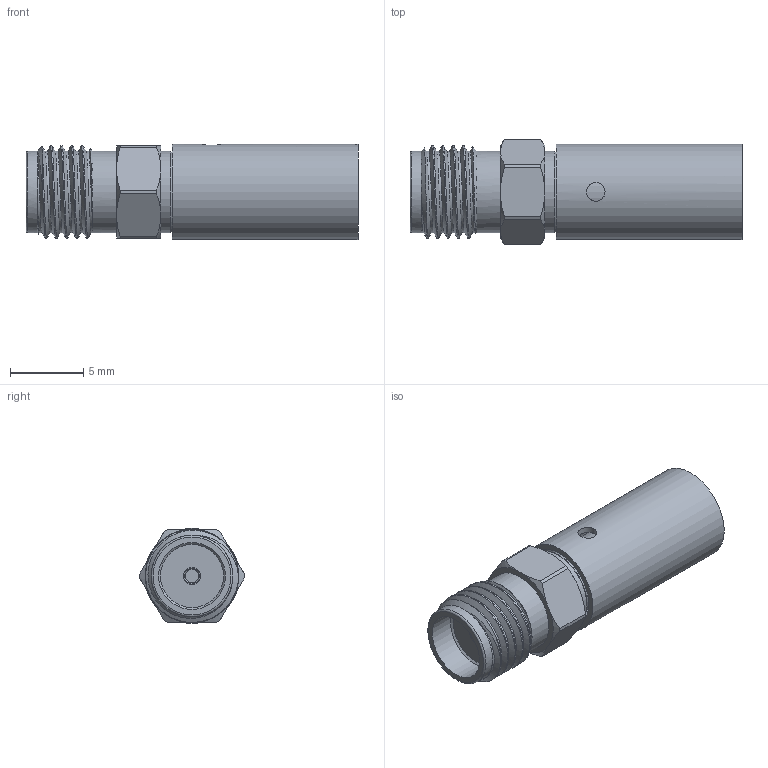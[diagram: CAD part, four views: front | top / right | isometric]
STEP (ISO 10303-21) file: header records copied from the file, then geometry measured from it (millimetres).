
FILE_DESCRIPTION (( 'STEP AP203' ), '1' );
FILE_NAME ('PE4041_3D.step', '2021-07-01T16:05:46', ( '' ), ( '' ), 'SwSTEP 2.0', 'SolidWorks 2020', '' );
FILE_SCHEMA (( 'CONFIG_CONTROL_DESIGN' ));
Length unit declared in the file: inch
Products named in the file (1): PE4041_3D
Bounding box: 22.7 x 7.2 x 6.5 mm (x, y, z)
Volume: 406.5 mm3; surface area: 1005 mm2
Topology: 2 solids, 3 shells, 68 faces, 163 edges, 107 vertices
Faces by surface type: plane 26, cone 19, cylinder 19, bspline 3, torus 1
Full cylindrical faces by diameter (mm): 0.914 x1, 1.143 x1, 1.168 x1, 1.27 x1, 3.1 x1, 4.5 x1, 4.572 x1, 5.582 x2, 5.588 x1, 5.7 x1, 6.5 x1
Entity records: 3127 total; most frequent: CARTESIAN_POINT 1606, DIRECTION 288, ORIENTED_EDGE 282, EDGE_CURVE 141, AXIS2_PLACEMENT_3D 124, VERTEX_POINT 101, EDGE_LOOP 94, FACE_OUTER_BOUND 81
